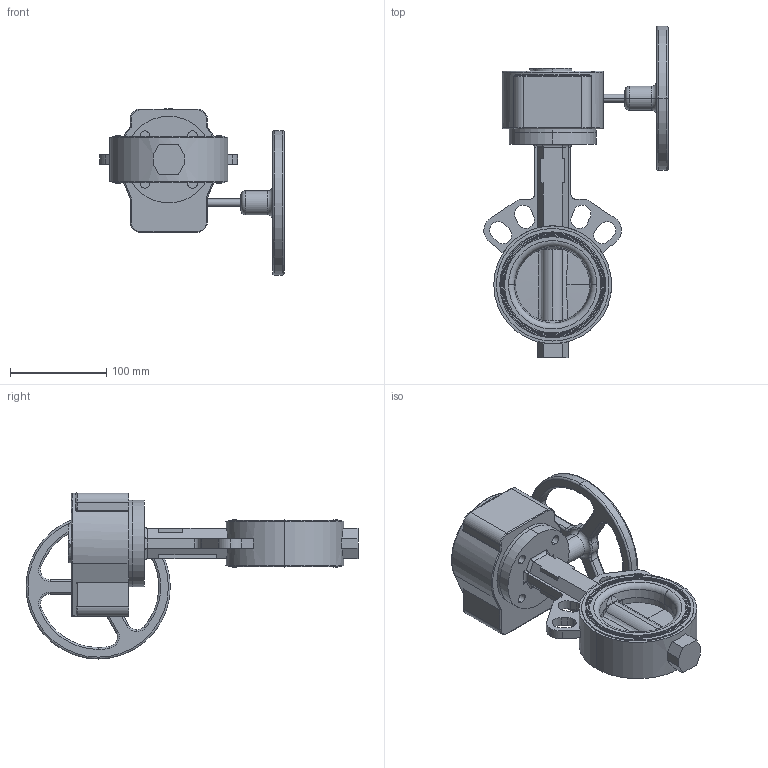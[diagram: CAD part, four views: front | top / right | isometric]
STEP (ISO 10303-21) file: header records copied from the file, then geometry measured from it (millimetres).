
FILE_DESCRIPTION (( 'STEP AP214' ), '1' );
FILE_NAME ('NS-0300-WAFER-GEAR.step', '2019-03-07T20:49:19', ( '' ), ( '' ), 'SwSTEP 2.0', 'SolidWorks 2019', '' );
FILE_SCHEMA (( 'AUTOMOTIVE_DESIGN' ));
Length unit declared in the file: inch
Products named in the file (1): NS-0300-WAFER-GEAR
Bounding box: 191.57 x 345 x 172.54 mm (x, y, z)
Surface area: 158837.3 mm2 (no closed solid volume)
Topology: 0 solids, 5 shells, 354 faces, 926 edges, 577 vertices
Faces by surface type: cylinder 132, plane 82, torus 80, bspline 42, cone 16, sphere 2
Entity records: 20013 total; most frequent: CARTESIAN_POINT 6890, DIRECTION 1806, ORIENTED_EDGE 1772, EDGE_CURVE 924, AXIS2_PLACEMENT_3D 745, VERTEX_POINT 577, CIRCLE 432, EDGE_LOOP 389
